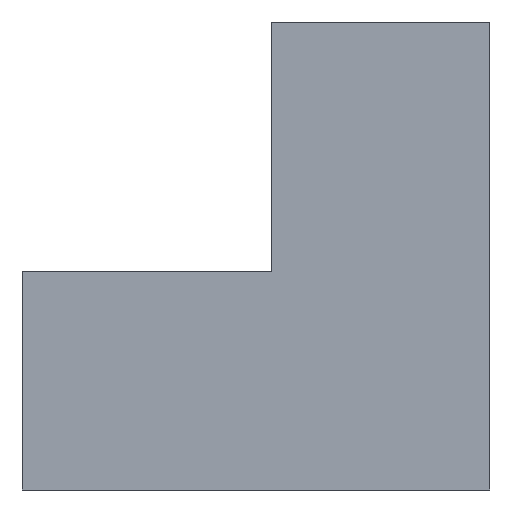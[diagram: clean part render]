
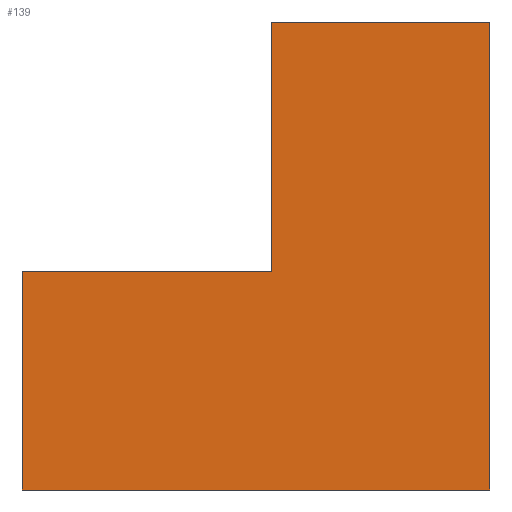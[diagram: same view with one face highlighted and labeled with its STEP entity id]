
A CAD part, left-side view. The second image highlights one B-rep face of the part: STEP entity #139.
In plain terms, the highlighted planar face has unit normal (-1, 0, 0).
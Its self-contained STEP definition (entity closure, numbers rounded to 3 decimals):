
#139=ADVANCED_FACE('',(#247),#2961,.T.);
#247=FACE_OUTER_BOUND('',#415,.T.);
#415=EDGE_LOOP('',(#1103,#1104,#1105,#1106,#1107,#1108));
#1103=ORIENTED_EDGE('',*,*,#1888,.F.);
#1104=ORIENTED_EDGE('',*,*,#1885,.F.);
#1105=ORIENTED_EDGE('',*,*,#1882,.F.);
#1106=ORIENTED_EDGE('',*,*,#1879,.F.);
#1107=ORIENTED_EDGE('',*,*,#1876,.F.);
#1108=ORIENTED_EDGE('',*,*,#1873,.F.);
#1873=EDGE_CURVE('',#2851,#2852,#2229,.T.);
#1876=EDGE_CURVE('',#2852,#2854,#2232,.T.);
#1879=EDGE_CURVE('',#2854,#2856,#2235,.T.);
#1882=EDGE_CURVE('',#2856,#2858,#2238,.T.);
#1885=EDGE_CURVE('',#2858,#2860,#2241,.T.);
#1888=EDGE_CURVE('',#2860,#2851,#2244,.T.);
#2229=B_SPLINE_CURVE_WITH_KNOTS('',1,(#7321,#7322),.UNSPECIFIED.,.F.,.F.,
(2,2),(0.,16.),.UNSPECIFIED.);
#2232=B_SPLINE_CURVE_WITH_KNOTS('',1,(#7327,#7328),.UNSPECIFIED.,.F.,.F.,
(2,2),(0.,16.),.UNSPECIFIED.);
#2235=B_SPLINE_CURVE_WITH_KNOTS('',1,(#7333,#7334),.UNSPECIFIED.,.F.,.F.,
(2,2),(0.,14.),.UNSPECIFIED.);
#2238=B_SPLINE_CURVE_WITH_KNOTS('',1,(#7339,#7340),.UNSPECIFIED.,.F.,.F.,
(2,2),(0.,30.),.UNSPECIFIED.);
#2241=B_SPLINE_CURVE_WITH_KNOTS('',1,(#7345,#7346),.UNSPECIFIED.,.F.,.F.,
(2,2),(0.,30.),.UNSPECIFIED.);
#2244=B_SPLINE_CURVE_WITH_KNOTS('',1,(#7351,#7352),.UNSPECIFIED.,.F.,.F.,
(2,2),(0.,14.),.UNSPECIFIED.);
#2851=VERTEX_POINT('',#3701);
#2852=VERTEX_POINT('',#3702);
#2854=VERTEX_POINT('',#3704);
#2856=VERTEX_POINT('',#3706);
#2858=VERTEX_POINT('',#3708);
#2860=VERTEX_POINT('',#3710);
#2961=PLANE('',#3139);
#3139=AXIS2_PLACEMENT_3D('',#3361,#3250,$);
#3250=DIRECTION('',(-1.,0.,0.));
#3361=CARTESIAN_POINT('',(-37.,-18.12,-3.12));
#3701=CARTESIAN_POINT('',(-37.,15.,14.));
#3702=CARTESIAN_POINT('',(-37.,-1.,14.));
#3704=CARTESIAN_POINT('',(-37.,-1.,30.));
#3706=CARTESIAN_POINT('',(-37.,-15.,30.));
#3708=CARTESIAN_POINT('',(-37.,-15.,0.));
#3710=CARTESIAN_POINT('',(-37.,15.,0.));
#7321=CARTESIAN_POINT('',(-37.,15.,14.));
#7322=CARTESIAN_POINT('',(-37.,-1.,14.));
#7327=CARTESIAN_POINT('',(-37.,-1.,14.));
#7328=CARTESIAN_POINT('',(-37.,-1.,30.));
#7333=CARTESIAN_POINT('',(-37.,-1.,30.));
#7334=CARTESIAN_POINT('',(-37.,-15.,30.));
#7339=CARTESIAN_POINT('',(-37.,-15.,30.));
#7340=CARTESIAN_POINT('',(-37.,-15.,0.));
#7345=CARTESIAN_POINT('',(-37.,-15.,0.));
#7346=CARTESIAN_POINT('',(-37.,15.,0.));
#7351=CARTESIAN_POINT('',(-37.,15.,0.));
#7352=CARTESIAN_POINT('',(-37.,15.,14.));
